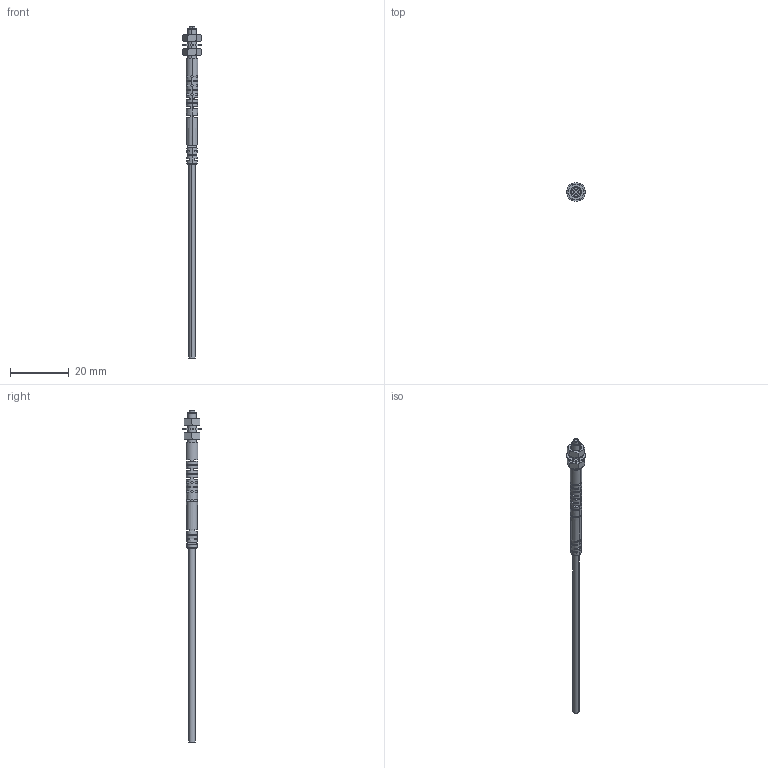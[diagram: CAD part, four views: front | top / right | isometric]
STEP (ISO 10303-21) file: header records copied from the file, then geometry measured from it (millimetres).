
FILE_DESCRIPTION((''),'2;1');
FILE_NAME('87547_ASM','2013-12-18T',('pdmadmin'),(''),'PRO/ENGINEER BY PARAMETRIC TECHNOLOGY CORPORATION, 2013230','PRO/ENGINEER BY PARAMETRIC TECHNOLOGY CORPORATION, 2013230','');
FILE_SCHEMA(('CONFIG_CONTROL_DESIGN'));
Length unit declared in the file: millimetre
Products named in the file (4): M3_NUT; 87547; 3_WASHER; 87547_ASM
Assembly tree (4 placements, depth 2):
  87547_ASM
    M3_NUT  x2
    87547
    3_WASHER
Bounding box: 6.4 x 6.4 x 113 mm (x, y, z)
Volume: 88.5 mm3; surface area: 1400.5 mm2
Topology: 3 solids, 22 shells, 275 faces, 771 edges, 522 vertices
Faces by surface type: cylinder 139, plane 92, cone 44
Entity records: 9569 total; most frequent: CARTESIAN_POINT 3234, ORIENTED_EDGE 1278, DIRECTION 1251, EDGE_CURVE 711, AXIS2_PLACEMENT_3D 505, VERTEX_POINT 488, EDGE_LOOP 269, CIRCLE 250
